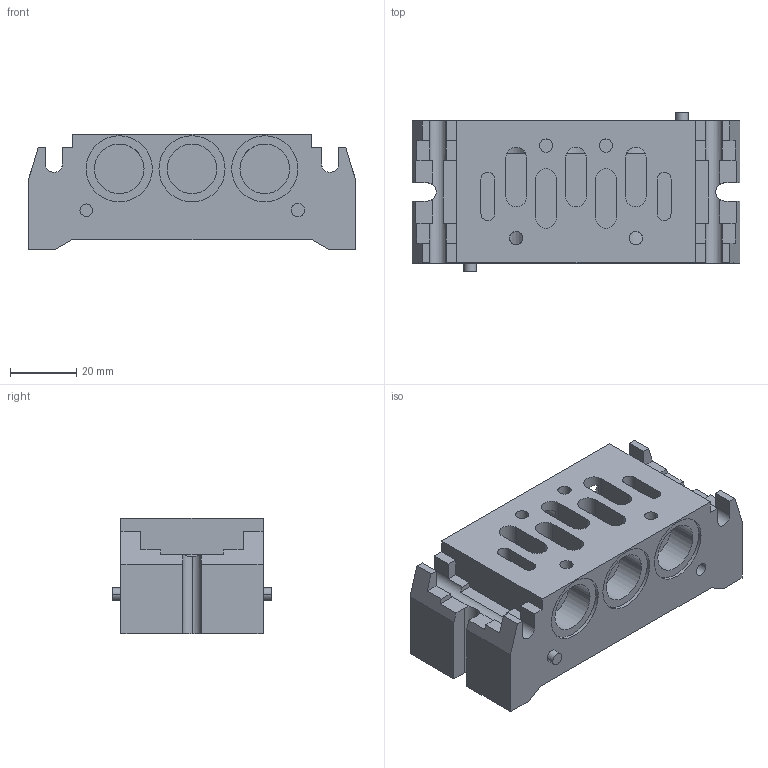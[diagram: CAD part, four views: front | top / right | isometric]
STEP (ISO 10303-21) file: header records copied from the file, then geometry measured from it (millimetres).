
FILE_DESCRIPTION((''),'2;1');
FILE_NAME('MLD1.stp','2003-01-03T03:27:33',('Branislav Petkovic'),('AZ Pneumatica'),'AutoCAD STEP 2000i','AutoCAD 2000i','Via J. F. Kennedy, 26, 20020 Misinto (MI), ITALY');
FILE_SCHEMA(('CONFIG_CONTROL_DESIGN'));
Length unit declared in the file: millimetre
Products named in the file (2): MLD1; PART1
Assembly tree (1 placements, depth 2):
  MLD1
    PART1
Bounding box: 99 x 48 x 35 mm (x, y, z)
Surface area: 27357.6 mm2 (no closed solid volume)
Topology: 0 solids, 1 shells, 189 faces, 500 edges, 332 vertices
Faces by surface type: plane 117, cylinder 72
Entity records: 6370 total; most frequent: CARTESIAN_POINT 1408, DIRECTION 1029, ORIENTED_EDGE 1000, EDGE_CURVE 500, AXIS2_PLACEMENT_3D 359, VERTEX_POINT 332, VECTOR 311, LINE 311
